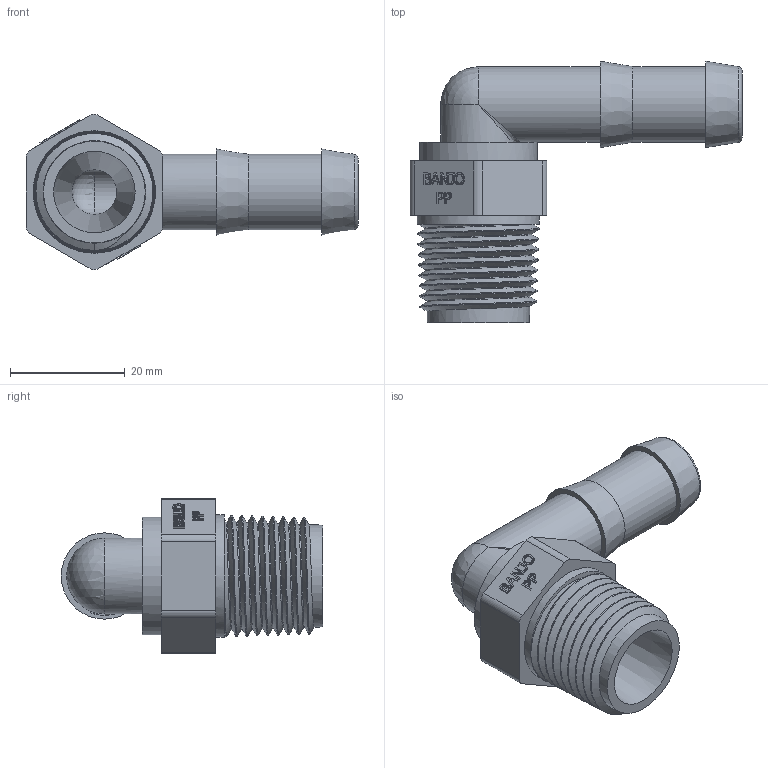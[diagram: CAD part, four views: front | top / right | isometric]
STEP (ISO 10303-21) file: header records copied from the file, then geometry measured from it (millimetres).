
FILE_DESCRIPTION(/* description */ ('1/2" - 14 NPT x 90° Hose Barb'),/* implementation_level */ '2;1');
FILE_NAME(/* name */ 'HB050-90.stp',/* time_stamp */ '2014-01-13T07:44:49-05:00',/* author */ ('areid'),/* organization */ (''),/* preprocessor_version */ 'ST-DEVELOPER v15.2',/* originating_system */ 'Autodesk Inventor 2014',/* authorisation */ '');
FILE_SCHEMA (('AUTOMOTIVE_DESIGN { 1 0 10303 214 3 1 1 }'));
Length unit declared in the file: inch
Products named in the file (1): HB050-90
Bounding box: 57.98 x 45.64 x 27.1 mm (x, y, z)
Volume: 13104.2 mm3; surface area: 8236.4 mm2
Topology: 1 solids, 1 shells, 256 faces, 677 edges, 445 vertices
Faces by surface type: plane 136, bspline 84, cylinder 19, cone 14, sphere 2, torus 1
Full cylindrical faces by diameter (mm): 7.874 x2, 13.208 x2, 20.574 x1, 21.336 x1
Entity records: 13805 total; most frequent: CARTESIAN_POINT 8331, ORIENTED_EDGE 1262, DIRECTION 822, EDGE_CURVE 631, VERTEX_POINT 424, LINE 384, VECTOR 384, EDGE_LOOP 289
